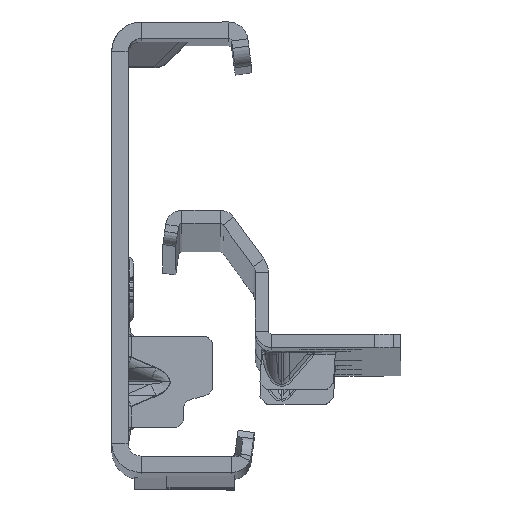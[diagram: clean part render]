
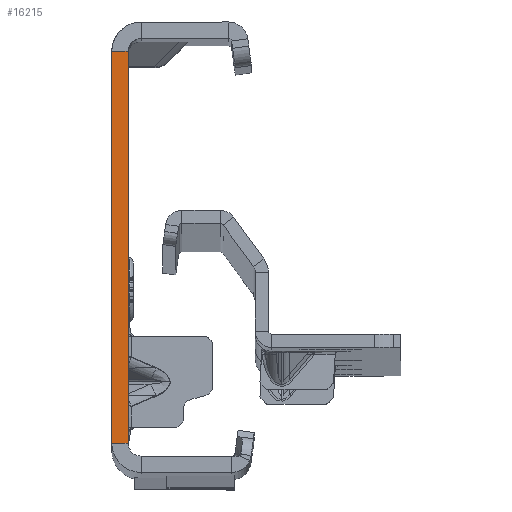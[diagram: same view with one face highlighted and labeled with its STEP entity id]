
A CAD part, top view. The second image highlights one B-rep face of the part: STEP entity #16215.
In plain terms, the highlighted planar face has unit normal (0, 0, 1).
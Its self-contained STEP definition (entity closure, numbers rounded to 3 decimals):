
#1747 = CARTESIAN_POINT ( 'NONE',  ( 0., 30., 0. ) ) ;
#2119 = VECTOR ( 'NONE', #4660, 1000. ) ;
#3381 = DIRECTION ( 'NONE',  ( -1., 0., 0. ) ) ;
#4660 = DIRECTION ( 'NONE',  ( 0., -1., 0. ) ) ;
#5816 = CARTESIAN_POINT ( 'NONE',  ( 0., -32., 0. ) ) ;
#7003 = VECTOR ( 'NONE', #15136, 1000. ) ;
#7066 = EDGE_LOOP ( 'NONE', ( #16183, #24517, #24135, #9765 ) ) ;
#7158 = FACE_OUTER_BOUND ( 'NONE', #7066, .T. ) ;
#7512 = DIRECTION ( 'NONE',  ( -1., 0., 0. ) ) ;
#7588 = VERTEX_POINT ( 'NONE', #7840 ) ;
#7840 = CARTESIAN_POINT ( 'NONE',  ( -2.5, 30., 0. ) ) ;
#8067 = CARTESIAN_POINT ( 'NONE',  ( -2.5, -30., 0. ) ) ;
#9765 = ORIENTED_EDGE ( 'NONE', *, *, #13369, .F. ) ;
#10993 = VECTOR ( 'NONE', #7512, 1000. ) ;
#11794 = VECTOR ( 'NONE', #3381, 1000. ) ;
#11872 = AXIS2_PLACEMENT_3D ( 'NONE', #24273, #14733, #14610 ) ;
#12473 = EDGE_CURVE ( 'NONE', #21060, #20420, #15263, .T. ) ;
#12624 = PLANE ( 'NONE',  #11872 ) ;
#12980 = LINE ( 'NONE', #22787, #10993 ) ;
#13271 = CARTESIAN_POINT ( 'NONE',  ( 0., 30., 0. ) ) ;
#13369 = EDGE_CURVE ( 'NONE', #20420, #23540, #12980, .T. ) ;
#14610 = DIRECTION ( 'NONE',  ( 1., 0., 0. ) ) ;
#14733 = DIRECTION ( 'NONE',  ( 0., 0., 1. ) ) ;
#14937 = EDGE_CURVE ( 'NONE', #21060, #7588, #16912, .T. ) ;
#15136 = DIRECTION ( 'NONE',  ( 0., -1., 0. ) ) ;
#15263 = LINE ( 'NONE', #5816, #7003 ) ;
#16183 = ORIENTED_EDGE ( 'NONE', *, *, #12473, .F. ) ;
#16215 = ADVANCED_FACE ( 'NONE', ( #7158 ), #12624, .T. ) ;
#16674 = CARTESIAN_POINT ( 'NONE',  ( 0., -30., 0. ) ) ;
#16912 = LINE ( 'NONE', #1747, #11794 ) ;
#17950 = CARTESIAN_POINT ( 'NONE',  ( -2.5, -32., 0. ) ) ;
#20420 = VERTEX_POINT ( 'NONE', #16674 ) ;
#21060 = VERTEX_POINT ( 'NONE', #13271 ) ;
#22561 = EDGE_CURVE ( 'NONE', #7588, #23540, #23414, .T. ) ;
#22787 = CARTESIAN_POINT ( 'NONE',  ( 0., -30., 0. ) ) ;
#23414 = LINE ( 'NONE', #17950, #2119 ) ;
#23540 = VERTEX_POINT ( 'NONE', #8067 ) ;
#24135 = ORIENTED_EDGE ( 'NONE', *, *, #22561, .T. ) ;
#24273 = CARTESIAN_POINT ( 'NONE',  ( -2.5, -32., 0. ) ) ;
#24517 = ORIENTED_EDGE ( 'NONE', *, *, #14937, .T. ) ;
